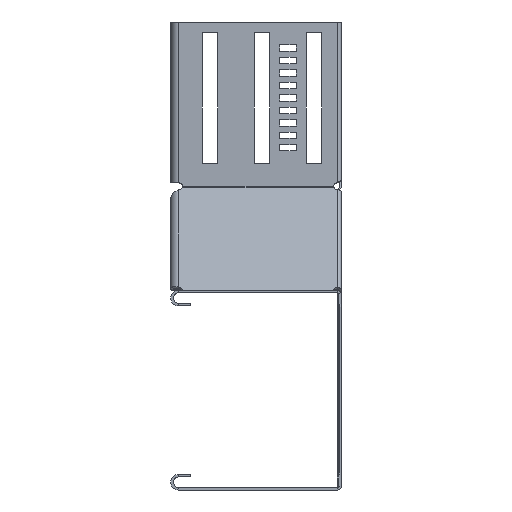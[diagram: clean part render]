
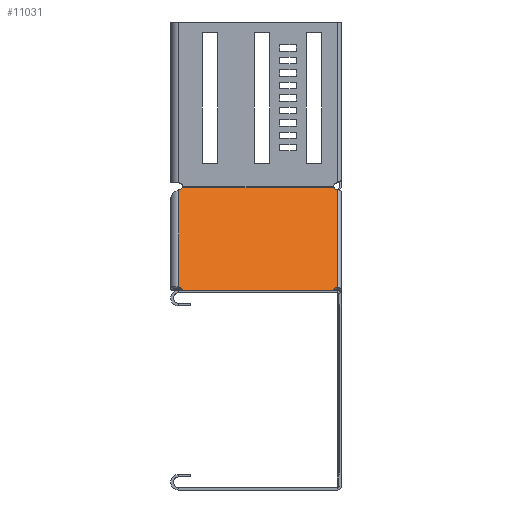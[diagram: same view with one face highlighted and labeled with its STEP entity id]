
A CAD part, left-side view. The second image highlights one B-rep face of the part: STEP entity #11031.
In plain terms, the highlighted face is planar.
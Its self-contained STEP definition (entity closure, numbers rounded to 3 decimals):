
#2 = CARTESIAN_POINT ( 'NONE',  ( -15., 77.25, -81.082 ) ) ;
#167 = EDGE_LOOP ( 'NONE', ( #14323, #6303, #8317, #15909, #16519, #10289, #15807, #14407, #6247, #8559 ) ) ;
#650 = VECTOR ( 'NONE', #8602, 1000. ) ;
#746 = VERTEX_POINT ( 'NONE', #2934 ) ;
#845 = CARTESIAN_POINT ( 'NONE',  ( -15., 78.25, -150.101 ) ) ;
#1094 = VECTOR ( 'NONE', #6630, 1000. ) ;
#1106 = EDGE_CURVE ( 'NONE', #9250, #12116, #2669, .T. ) ;
#1119 = VECTOR ( 'NONE', #6538, 1000. ) ;
#1270 = AXIS2_PLACEMENT_3D ( 'NONE', #845, #15346, #3614 ) ;
#1975 = VERTEX_POINT ( 'NONE', #8919 ) ;
#2001 = DIRECTION ( 'NONE',  ( 1., 0., 0. ) ) ;
#2027 = DIRECTION ( 'NONE',  ( 0., -1., 0. ) ) ;
#2407 = CIRCLE ( 'NONE', #12057, 2. ) ;
#2451 = VECTOR ( 'NONE', #13917, 1000. ) ;
#2454 = CARTESIAN_POINT ( 'NONE',  ( -15., 77.25, -148.368 ) ) ;
#2669 = LINE ( 'NONE', #10763, #1094 ) ;
#2709 = DIRECTION ( 'NONE',  ( 0., 0.866, 0.5 ) ) ;
#2878 = VERTEX_POINT ( 'NONE', #3123 ) ;
#2934 = CARTESIAN_POINT ( 'NONE',  ( -15., 77.25, -148.368 ) ) ;
#3123 = CARTESIAN_POINT ( 'NONE',  ( -15., 1.75, -148.101 ) ) ;
#3614 = DIRECTION ( 'NONE',  ( 0., 1., 0. ) ) ;
#3712 = VECTOR ( 'NONE', #2709, 1000. ) ;
#3731 = EDGE_CURVE ( 'NONE', #2878, #6024, #4194, .T. ) ;
#3811 = LINE ( 'NONE', #4948, #2451 ) ;
#3887 = EDGE_CURVE ( 'NONE', #746, #9250, #7628, .T. ) ;
#4194 = CIRCLE ( 'NONE', #5878, 2. ) ;
#4948 = CARTESIAN_POINT ( 'NONE',  ( -15., 77.25, -81.082 ) ) ;
#5116 = VECTOR ( 'NONE', #9165, 1000. ) ;
#5650 = VERTEX_POINT ( 'NONE', #11795 ) ;
#5865 = DIRECTION ( 'NONE',  ( 1., 0., 0. ) ) ;
#5878 = AXIS2_PLACEMENT_3D ( 'NONE', #6260, #9796, #2027 ) ;
#6024 = VERTEX_POINT ( 'NONE', #15561 ) ;
#6042 = LINE ( 'NONE', #11543, #650 ) ;
#6247 = ORIENTED_EDGE ( 'NONE', *, *, #16794, .T. ) ;
#6260 = CARTESIAN_POINT ( 'NONE',  ( -15., 1.75, -150.101 ) ) ;
#6303 = ORIENTED_EDGE ( 'NONE', *, *, #11886, .T. ) ;
#6433 = AXIS2_PLACEMENT_3D ( 'NONE', #11213, #5865, #15097 ) ;
#6538 = DIRECTION ( 'NONE',  ( 0., 0., 1. ) ) ;
#6630 = DIRECTION ( 'NONE',  ( 0., 0., 1. ) ) ;
#7262 = DIRECTION ( 'NONE',  ( 0., -1., 0. ) ) ;
#7628 = LINE ( 'NONE', #2454, #3712 ) ;
#7899 = AXIS2_PLACEMENT_3D ( 'NONE', #16187, #11102, #9632 ) ;
#8317 = ORIENTED_EDGE ( 'NONE', *, *, #9368, .T. ) ;
#8559 = ORIENTED_EDGE ( 'NONE', *, *, #11560, .T. ) ;
#8602 = DIRECTION ( 'NONE',  ( 0., 1., 0. ) ) ;
#8919 = CARTESIAN_POINT ( 'NONE',  ( -15., 76.284, -149.731 ) ) ;
#8939 = CARTESIAN_POINT ( 'NONE',  ( -15., 1.75, -114.725 ) ) ;
#9033 = CARTESIAN_POINT ( 'NONE',  ( -15., 78.25, -81.659 ) ) ;
#9165 = DIRECTION ( 'NONE',  ( 0., 1., 0. ) ) ;
#9250 = VERTEX_POINT ( 'NONE', #12189 ) ;
#9368 = EDGE_CURVE ( 'NONE', #15376, #12116, #3811, .T. ) ;
#9632 = DIRECTION ( 'NONE',  ( 0., 1., 0. ) ) ;
#9643 = EDGE_CURVE ( 'NONE', #6024, #1975, #14610, .T. ) ;
#9724 = PLANE ( 'NONE',  #7899 ) ;
#9796 = DIRECTION ( 'NONE',  ( -1., 0., 0. ) ) ;
#10181 = VERTEX_POINT ( 'NONE', #12949 ) ;
#10239 = VERTEX_POINT ( 'NONE', #13539 ) ;
#10289 = ORIENTED_EDGE ( 'NONE', *, *, #11286, .F. ) ;
#10573 = CIRCLE ( 'NONE', #6433, 2. ) ;
#10763 = CARTESIAN_POINT ( 'NONE',  ( -15., 78.25, -114.725 ) ) ;
#11031 = ADVANCED_FACE ( 'NONE', ( #11284 ), #9724, .F. ) ;
#11102 = DIRECTION ( 'NONE',  ( 1., 0., 0. ) ) ;
#11213 = CARTESIAN_POINT ( 'NONE',  ( -15., 78.25, -79.35 ) ) ;
#11284 = FACE_OUTER_BOUND ( 'NONE', #167, .T. ) ;
#11286 = EDGE_CURVE ( 'NONE', #1975, #746, #16155, .T. ) ;
#11543 = CARTESIAN_POINT ( 'NONE',  ( -15., 0., -79.72 ) ) ;
#11560 = EDGE_CURVE ( 'NONE', #10181, #5650, #2407, .T. ) ;
#11795 = CARTESIAN_POINT ( 'NONE',  ( -15., 3.716, -79.72 ) ) ;
#11886 = EDGE_CURVE ( 'NONE', #10239, #15376, #10573, .T. ) ;
#12042 = EDGE_CURVE ( 'NONE', #5650, #10239, #6042, .T. ) ;
#12057 = AXIS2_PLACEMENT_3D ( 'NONE', #16401, #2001, #7262 ) ;
#12116 = VERTEX_POINT ( 'NONE', #9033 ) ;
#12189 = CARTESIAN_POINT ( 'NONE',  ( -15., 78.25, -147.791 ) ) ;
#12949 = CARTESIAN_POINT ( 'NONE',  ( -15., 1.75, -81.35 ) ) ;
#13539 = CARTESIAN_POINT ( 'NONE',  ( -15., 76.284, -79.72 ) ) ;
#13917 = DIRECTION ( 'NONE',  ( 0., 0.866, -0.5 ) ) ;
#14323 = ORIENTED_EDGE ( 'NONE', *, *, #12042, .T. ) ;
#14366 = LINE ( 'NONE', #8939, #1119 ) ;
#14407 = ORIENTED_EDGE ( 'NONE', *, *, #3731, .F. ) ;
#14610 = LINE ( 'NONE', #17024, #5116 ) ;
#15097 = DIRECTION ( 'NONE',  ( 0., 1., 0. ) ) ;
#15346 = DIRECTION ( 'NONE',  ( -1., 0., 0. ) ) ;
#15376 = VERTEX_POINT ( 'NONE', #2 ) ;
#15561 = CARTESIAN_POINT ( 'NONE',  ( -15., 3.716, -149.731 ) ) ;
#15807 = ORIENTED_EDGE ( 'NONE', *, *, #9643, .F. ) ;
#15909 = ORIENTED_EDGE ( 'NONE', *, *, #1106, .F. ) ;
#16155 = CIRCLE ( 'NONE', #1270, 2. ) ;
#16187 = CARTESIAN_POINT ( 'NONE',  ( -15., 0., -114.725 ) ) ;
#16401 = CARTESIAN_POINT ( 'NONE',  ( -15., 1.75, -79.35 ) ) ;
#16519 = ORIENTED_EDGE ( 'NONE', *, *, #3887, .F. ) ;
#16794 = EDGE_CURVE ( 'NONE', #2878, #10181, #14366, .T. ) ;
#17024 = CARTESIAN_POINT ( 'NONE',  ( -15., 0., -149.731 ) ) ;
